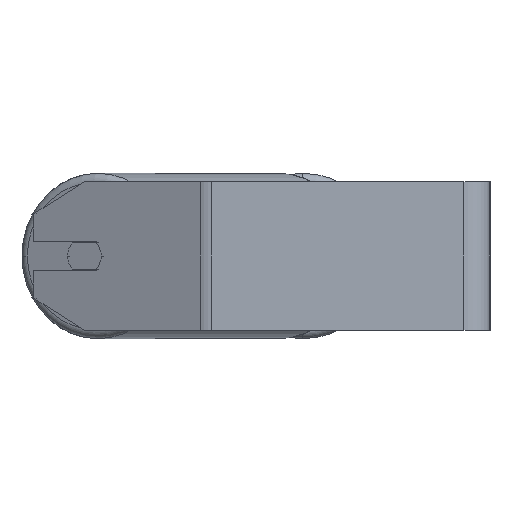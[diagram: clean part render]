
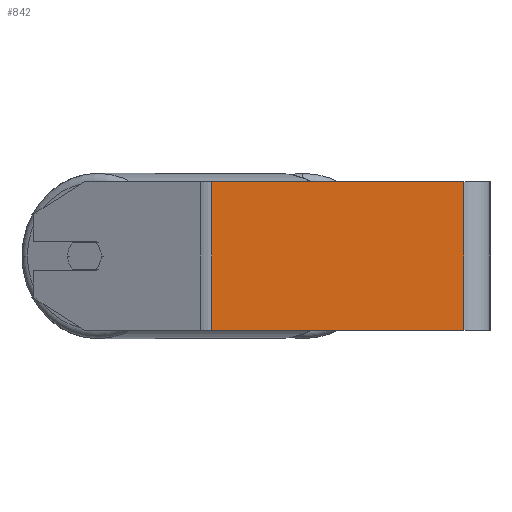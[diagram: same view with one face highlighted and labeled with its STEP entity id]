
A CAD part, left-side view. The second image highlights one B-rep face of the part: STEP entity #842.
In plain terms, the highlighted planar face has unit normal (-1, 0, 0).
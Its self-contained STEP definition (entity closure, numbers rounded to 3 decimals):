
#157 = DIRECTION ( 'NONE',  ( 0., 0., -1. ) ) ;
#254 = DIRECTION ( 'NONE',  ( 0., -1., 0. ) ) ;
#813 = FACE_OUTER_BOUND ( 'NONE', #2304, .T. ) ;
#842 = ADVANCED_FACE ( 'NONE', ( #813 ), #6220, .F. ) ;
#907 = LINE ( 'NONE', #5022, #4256 ) ;
#1381 = CARTESIAN_POINT ( 'NONE',  ( -415., 149.721, 40. ) ) ;
#1402 = ORIENTED_EDGE ( 'NONE', *, *, #1703, .F. ) ;
#1685 = VERTEX_POINT ( 'NONE', #7039 ) ;
#1703 = EDGE_CURVE ( 'NONE', #1958, #4319, #907, .T. ) ;
#1958 = VERTEX_POINT ( 'NONE', #1381 ) ;
#2046 = DIRECTION ( 'NONE',  ( 0., 0., -1. ) ) ;
#2081 = DIRECTION ( 'NONE',  ( 1., 0., 0. ) ) ;
#2282 = EDGE_CURVE ( 'NONE', #4319, #1685, #2815, .T. ) ;
#2304 = EDGE_LOOP ( 'NONE', ( #3758, #6523, #1402, #6223 ) ) ;
#2665 = VERTEX_POINT ( 'NONE', #4040 ) ;
#2768 = EDGE_CURVE ( 'NONE', #2665, #1685, #4789, .T. ) ;
#2815 = LINE ( 'NONE', #6207, #5260 ) ;
#3496 = CARTESIAN_POINT ( 'NONE',  ( -415., 152.825, 40. ) ) ;
#3509 = DIRECTION ( 'NONE',  ( 0., -1., 0. ) ) ;
#3557 = VECTOR ( 'NONE', #254, 1000. ) ;
#3681 = AXIS2_PLACEMENT_3D ( 'NONE', #3496, #2081, #157 ) ;
#3734 = EDGE_CURVE ( 'NONE', #1958, #2665, #5423, .T. ) ;
#3758 = ORIENTED_EDGE ( 'NONE', *, *, #2768, .T. ) ;
#4040 = CARTESIAN_POINT ( 'NONE',  ( -415., 149.721, -40. ) ) ;
#4126 = CARTESIAN_POINT ( 'NONE',  ( -415., 149.721, 40. ) ) ;
#4236 = DIRECTION ( 'NONE',  ( 0., 0., -1. ) ) ;
#4256 = VECTOR ( 'NONE', #3509, 1000. ) ;
#4319 = VERTEX_POINT ( 'NONE', #4334 ) ;
#4334 = CARTESIAN_POINT ( 'NONE',  ( -415., 14., 40. ) ) ;
#4789 = LINE ( 'NONE', #8355, #3557 ) ;
#5022 = CARTESIAN_POINT ( 'NONE',  ( -415., 152.825, 40. ) ) ;
#5260 = VECTOR ( 'NONE', #4236, 1000. ) ;
#5423 = LINE ( 'NONE', #4126, #8273 ) ;
#6207 = CARTESIAN_POINT ( 'NONE',  ( -415., 14., 40. ) ) ;
#6220 = PLANE ( 'NONE',  #3681 ) ;
#6223 = ORIENTED_EDGE ( 'NONE', *, *, #3734, .T. ) ;
#6523 = ORIENTED_EDGE ( 'NONE', *, *, #2282, .F. ) ;
#7039 = CARTESIAN_POINT ( 'NONE',  ( -415., 14., -40. ) ) ;
#8273 = VECTOR ( 'NONE', #2046, 1000. ) ;
#8355 = CARTESIAN_POINT ( 'NONE',  ( -415., 152.825, -40. ) ) ;
